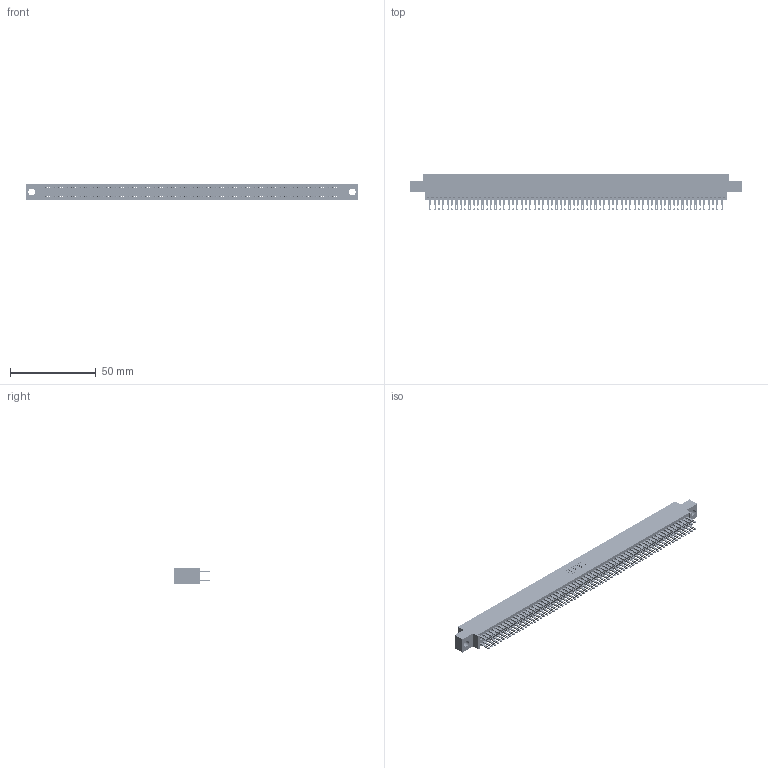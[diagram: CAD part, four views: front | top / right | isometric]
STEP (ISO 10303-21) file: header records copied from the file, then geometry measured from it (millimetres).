
FILE_DESCRIPTION (( 'STEP AP203' ), '1' );
FILE_NAME ('895-136-500-804.STEP', '2020-10-13T18:37:32', ( '' ), ( '' ), 'SwSTEP 2.0', 'SolidWorks 2020', '' );
FILE_SCHEMA (( 'CONFIG_CONTROL_DESIGN' ));
Length unit declared in the file: inch
Products named in the file (3): 895-136-500-804; 345-292-001_345-293-100; 845 Part_0.170 Offset - 0.156 Dia-TH
Assembly tree (137 placements, depth 2):
  895-136-500-804
    845 Part_0.170 Offset - 0.156 Dia-TH
    345-292-001_345-293-100  x136
Bounding box: 193.93 x 21.51 x 9.4 mm (x, y, z)
Volume: 19294.2 mm3; surface area: 30369.3 mm2
Topology: 137 solids, 137 shells, 6386 faces, 19529 edges, 13018 vertices
Faces by surface type: plane 3756, cylinder 2630
Entity records: 49919 total; most frequent: CARTESIAN_POINT 8344, ORIENTED_EDGE 8278, DIRECTION 7327, EDGE_CURVE 4139, VECTOR 3731, LINE 3731, VERTEX_POINT 2758, AXIS2_PLACEMENT_3D 1798
